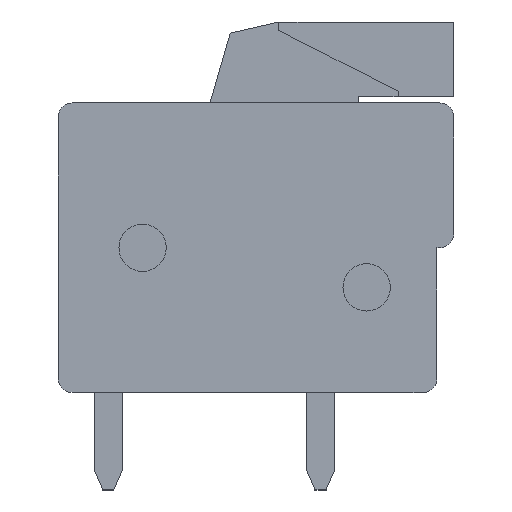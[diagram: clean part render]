
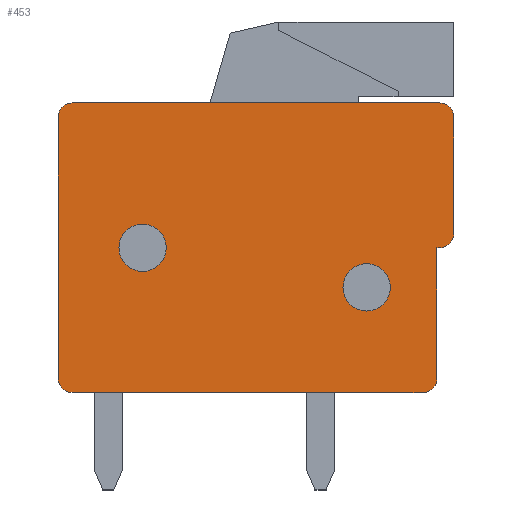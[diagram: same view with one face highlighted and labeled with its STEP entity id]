
A CAD part, left-side view. The second image highlights one B-rep face of the part: STEP entity #453.
In plain terms, the highlighted planar face has unit normal (-1, 0, 0).
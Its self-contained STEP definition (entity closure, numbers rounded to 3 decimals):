
#453 = ADVANCED_FACE( '', ( #966, #967, #968 ), #969, .T. );
#966 = FACE_BOUND( '', #1628, .T. );
#967 = FACE_OUTER_BOUND( '', #1629, .T. );
#968 = FACE_BOUND( '', #1630, .T. );
#969 = PLANE( '', #1631 );
#1628 = EDGE_LOOP( '', ( #2323 ) );
#1629 = EDGE_LOOP( '', ( #2324, #2325, #2326, #2327, #2328, #2329, #2330, #2331, #2332, #2333, #2334 ) );
#1630 = EDGE_LOOP( '', ( #2335 ) );
#1631 = AXIS2_PLACEMENT_3D( '', #2336, #2337, #2338 );
#2323 = ORIENTED_EDGE( '', *, *, #4178, .T. );
#2324 = ORIENTED_EDGE( '', *, *, #4179, .T. );
#2325 = ORIENTED_EDGE( '', *, *, #4180, .T. );
#2326 = ORIENTED_EDGE( '', *, *, #4181, .T. );
#2327 = ORIENTED_EDGE( '', *, *, #4182, .T. );
#2328 = ORIENTED_EDGE( '', *, *, #4183, .T. );
#2329 = ORIENTED_EDGE( '', *, *, #4146, .T. );
#2330 = ORIENTED_EDGE( '', *, *, #4184, .T. );
#2331 = ORIENTED_EDGE( '', *, *, #4185, .T. );
#2332 = ORIENTED_EDGE( '', *, *, #4186, .T. );
#2333 = ORIENTED_EDGE( '', *, *, #4187, .T. );
#2334 = ORIENTED_EDGE( '', *, *, #4188, .T. );
#2335 = ORIENTED_EDGE( '', *, *, #4189, .T. );
#2336 = CARTESIAN_POINT( '', ( -2.5, 0., 0. ) );
#2337 = DIRECTION( '', ( -1., 0., 0. ) );
#2338 = DIRECTION( '', ( 0., 0., 1. ) );
#4146 = EDGE_CURVE( '', #4905, #4903, #4906, .T. );
#4178 = EDGE_CURVE( '', #4962, #4962, #4963, .T. );
#4179 = EDGE_CURVE( '', #4964, #4965, #4966, .T. );
#4180 = EDGE_CURVE( '', #4965, #4967, #4968, .T. );
#4181 = EDGE_CURVE( '', #4967, #4969, #4970, .T. );
#4182 = EDGE_CURVE( '', #4969, #4971, #4972, .T. );
#4183 = EDGE_CURVE( '', #4971, #4905, #4973, .T. );
#4184 = EDGE_CURVE( '', #4903, #4974, #4975, .T. );
#4185 = EDGE_CURVE( '', #4974, #4976, #4977, .T. );
#4186 = EDGE_CURVE( '', #4976, #4978, #4979, .T. );
#4187 = EDGE_CURVE( '', #4978, #4980, #4981, .T. );
#4188 = EDGE_CURVE( '', #4980, #4964, #4982, .T. );
#4189 = EDGE_CURVE( '', #4983, #4983, #4984, .T. );
#4903 = VERTEX_POINT( '', #6010 );
#4905 = VERTEX_POINT( '', #6013 );
#4906 = CIRCLE( '', #6014, 0.5 );
#4962 = VERTEX_POINT( '', #6093 );
#4963 = CIRCLE( '', #6094, 0.85 );
#4964 = VERTEX_POINT( '', #6095 );
#4965 = VERTEX_POINT( '', #6096 );
#4966 = LINE( '', #6097, #6098 );
#4967 = VERTEX_POINT( '', #6099 );
#4968 = CIRCLE( '', #6100, 0.5 );
#4969 = VERTEX_POINT( '', #6101 );
#4970 = LINE( '', #6102, #6103 );
#4971 = VERTEX_POINT( '', #6104 );
#4972 = CIRCLE( '', #6105, 0.5 );
#4973 = LINE( '', #6106, #6107 );
#4974 = VERTEX_POINT( '', #6108 );
#4975 = LINE( '', #6109, #6110 );
#4976 = VERTEX_POINT( '', #6111 );
#4977 = CIRCLE( '', #6112, 0.5 );
#4978 = VERTEX_POINT( '', #6113 );
#4979 = LINE( '', #6114, #6115 );
#4980 = VERTEX_POINT( '', #6116 );
#4981 = CIRCLE( '', #6117, 0.5 );
#4982 = LINE( '', #6118, #6119 );
#4983 = VERTEX_POINT( '', #6120 );
#4984 = CIRCLE( '', #6121, 0.85 );
#6010 = CARTESIAN_POINT( '', ( -2.5, 7.1, 4.7 ) );
#6013 = CARTESIAN_POINT( '', ( -2.5, 6.6, 5.2 ) );
#6014 = AXIS2_PLACEMENT_3D( '', #7518, #7519, #7520 );
#6093 = CARTESIAN_POINT( '', ( -2.5, 3.22, 0. ) );
#6094 = AXIS2_PLACEMENT_3D( '', #7550, #7551, #7552 );
#6095 = CARTESIAN_POINT( '', ( -2.5, -6.5, 0. ) );
#6096 = CARTESIAN_POINT( '', ( -2.5, -6.6, 0. ) );
#6097 = CARTESIAN_POINT( '', ( -2.5, -6.5, 0. ) );
#6098 = VECTOR( '', #7553, 1000. );
#6099 = CARTESIAN_POINT( '', ( -2.5, -7.1, 0.5 ) );
#6100 = AXIS2_PLACEMENT_3D( '', #7554, #7555, #7556 );
#6101 = CARTESIAN_POINT( '', ( -2.5, -7.1, 4.7 ) );
#6102 = CARTESIAN_POINT( '', ( -2.5, -7.1, 0. ) );
#6103 = VECTOR( '', #7557, 1000. );
#6104 = CARTESIAN_POINT( '', ( -2.5, -6.6, 5.2 ) );
#6105 = AXIS2_PLACEMENT_3D( '', #7558, #7559, #7560 );
#6106 = CARTESIAN_POINT( '', ( -2.5, -7.1, 5.2 ) );
#6107 = VECTOR( '', #7561, 1000. );
#6108 = CARTESIAN_POINT( '', ( -2.5, 7.1, -4.7 ) );
#6109 = CARTESIAN_POINT( '', ( -2.5, 7.1, 5.2 ) );
#6110 = VECTOR( '', #7562, 1000. );
#6111 = CARTESIAN_POINT( '', ( -2.5, 6.6, -5.2 ) );
#6112 = AXIS2_PLACEMENT_3D( '', #7563, #7564, #7565 );
#6113 = CARTESIAN_POINT( '', ( -2.5, -6., -5.2 ) );
#6114 = CARTESIAN_POINT( '', ( -2.5, 7.1, -5.2 ) );
#6115 = VECTOR( '', #7566, 1000. );
#6116 = CARTESIAN_POINT( '', ( -2.5, -6.5, -4.7 ) );
#6117 = AXIS2_PLACEMENT_3D( '', #7567, #7568, #7569 );
#6118 = CARTESIAN_POINT( '', ( -2.5, -6.5, -5.2 ) );
#6119 = VECTOR( '', #7570, 1000. );
#6120 = CARTESIAN_POINT( '', ( -2.5, -4.825, -1.425 ) );
#6121 = AXIS2_PLACEMENT_3D( '', #7571, #7572, #7573 );
#7518 = CARTESIAN_POINT( '', ( -2.5, 6.6, 4.7 ) );
#7519 = DIRECTION( '', ( -1., 0., 0. ) );
#7520 = DIRECTION( '', ( 0., 0., 1. ) );
#7550 = CARTESIAN_POINT( '', ( -2.5, 4.07, 0. ) );
#7551 = DIRECTION( '', ( 1., 0., 0. ) );
#7552 = DIRECTION( '', ( 0., -1., 0. ) );
#7553 = DIRECTION( '', ( 0., -1., 0. ) );
#7554 = CARTESIAN_POINT( '', ( -2.5, -6.6, 0.5 ) );
#7555 = DIRECTION( '', ( -1., 0., 0. ) );
#7556 = DIRECTION( '', ( 0., 0., 1. ) );
#7557 = DIRECTION( '', ( 0., 0., 1. ) );
#7558 = CARTESIAN_POINT( '', ( -2.5, -6.6, 4.7 ) );
#7559 = DIRECTION( '', ( -1., 0., 0. ) );
#7560 = DIRECTION( '', ( 0., 0., 1. ) );
#7561 = DIRECTION( '', ( 0., 1., 0. ) );
#7562 = DIRECTION( '', ( 0., 0., -1. ) );
#7563 = CARTESIAN_POINT( '', ( -2.5, 6.6, -4.7 ) );
#7564 = DIRECTION( '', ( -1., 0., 0. ) );
#7565 = DIRECTION( '', ( 0., 0., 1. ) );
#7566 = DIRECTION( '', ( 0., -1., 0. ) );
#7567 = CARTESIAN_POINT( '', ( -2.5, -6., -4.7 ) );
#7568 = DIRECTION( '', ( -1., 0., 0. ) );
#7569 = DIRECTION( '', ( 0., 0., 1. ) );
#7570 = DIRECTION( '', ( 0., 0., 1. ) );
#7571 = CARTESIAN_POINT( '', ( -2.5, -3.975, -1.425 ) );
#7572 = DIRECTION( '', ( 1., 0., 0. ) );
#7573 = DIRECTION( '', ( 0., -1., 0. ) );
